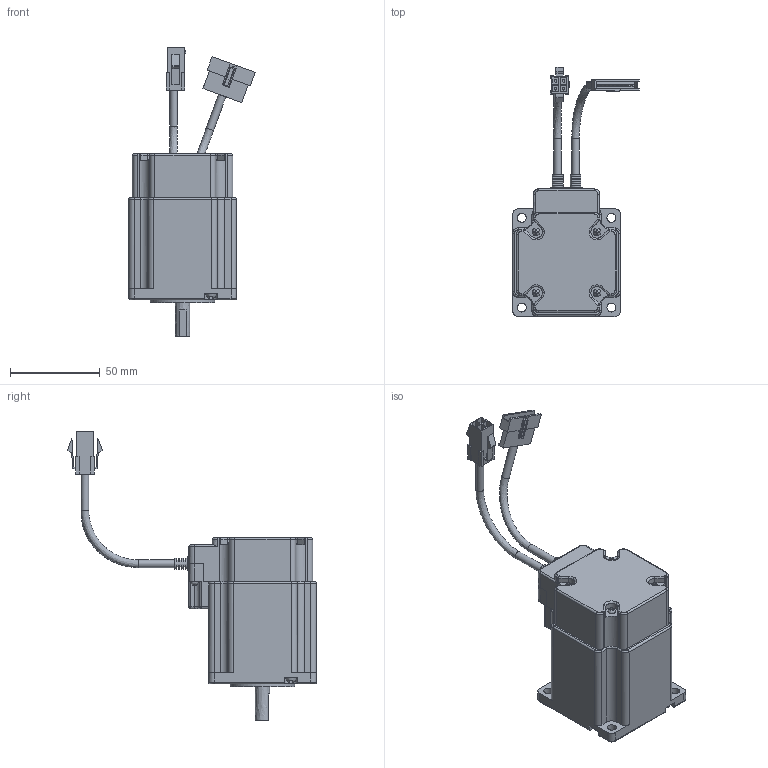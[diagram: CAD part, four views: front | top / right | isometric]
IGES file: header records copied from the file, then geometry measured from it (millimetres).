
Bounding box: 70.49 x 138.64 x 161.6 mm (x, y, z)
Volume: 213173.9 mm3; surface area: 55216.4 mm2
Topology: 12 solids, 12 shells, 845 faces, 2170 edges, 1439 vertices
Faces by surface type: bspline 845
